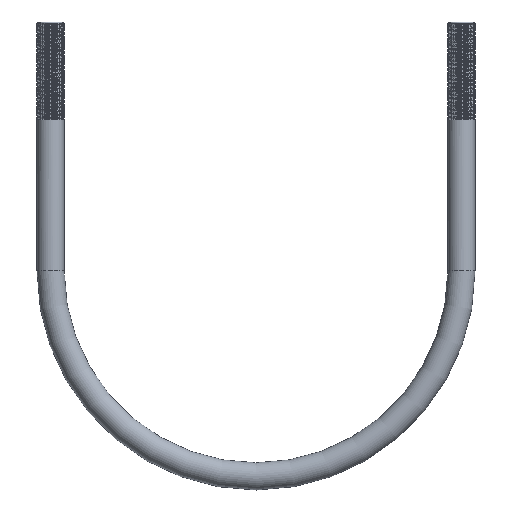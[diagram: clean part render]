
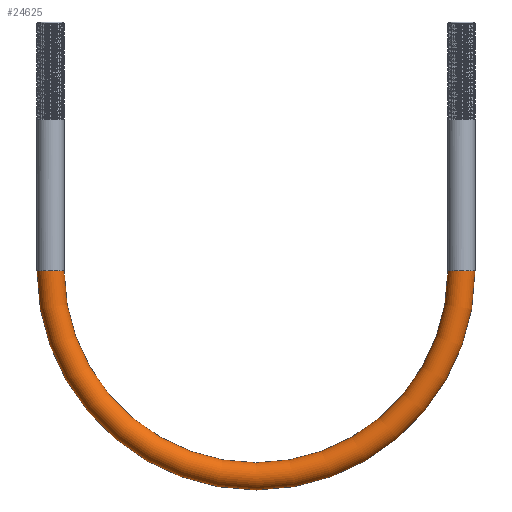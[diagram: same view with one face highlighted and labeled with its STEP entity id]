
A CAD part, front view. The second image highlights one B-rep face of the part: STEP entity #24625.
In plain terms, the highlighted toroidal (fillet/blend) face has major radius 151 mm and minor radius 10 mm.
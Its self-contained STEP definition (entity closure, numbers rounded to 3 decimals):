
#44 = DIRECTION ( 'NONE',  ( 0., 0., 1. ) ) ;
#1398 = DIRECTION ( 'NONE',  ( 0., 0., -1. ) ) ;
#1473 = DIRECTION ( 'NONE',  ( 0., 1., 0. ) ) ;
#2427 = ORIENTED_EDGE ( 'NONE', *, *, #7927, .T. ) ;
#2528 = VERTEX_POINT ( 'NONE', #2591 ) ;
#2591 = CARTESIAN_POINT ( 'NONE',  ( -6.5, 0., -254.642 ) ) ;
#3214 = ORIENTED_EDGE ( 'NONE', *, *, #10487, .T. ) ;
#3272 = EDGE_LOOP ( 'NONE', ( #7425, #24155, #2427, #3214 ) ) ;
#3483 = DIRECTION ( 'NONE',  ( 1., 0., 0. ) ) ;
#5026 = FACE_OUTER_BOUND ( 'NONE', #3272, .T. ) ;
#5425 = CARTESIAN_POINT ( 'NONE',  ( 134.5, 0., -254.642 ) ) ;
#5831 = CARTESIAN_POINT ( 'NONE',  ( 275.5, 0., -254.642 ) ) ;
#6579 = CARTESIAN_POINT ( 'NONE',  ( -26.5, 0., -254.642 ) ) ;
#6894 = CARTESIAN_POINT ( 'NONE',  ( 285.5, 0., -254.642 ) ) ;
#7059 = AXIS2_PLACEMENT_3D ( 'NONE', #6894, #23090, #3483 ) ;
#7425 = ORIENTED_EDGE ( 'NONE', *, *, #24020, .F. ) ;
#7472 = AXIS2_PLACEMENT_3D ( 'NONE', #12959, #11508, #10977 ) ;
#7880 = EDGE_CURVE ( 'NONE', #16934, #14983, #25149, .T. ) ;
#7927 = EDGE_CURVE ( 'NONE', #16934, #2528, #17567, .T. ) ;
#9249 = AXIS2_PLACEMENT_3D ( 'NONE', #25964, #10033, #44 ) ;
#10033 = DIRECTION ( 'NONE',  ( 0., 1., 0. ) ) ;
#10487 = EDGE_CURVE ( 'NONE', #2528, #17622, #17168, .T. ) ;
#10977 = DIRECTION ( 'NONE',  ( 0., 0., 1. ) ) ;
#11508 = DIRECTION ( 'NONE',  ( 0., 1., 0. ) ) ;
#11778 = TOROIDAL_SURFACE ( 'NONE', #15120, 151., 10. ) ;
#12608 = CARTESIAN_POINT ( 'NONE',  ( 295.5, 0., -254.642 ) ) ;
#12959 = CARTESIAN_POINT ( 'NONE',  ( 134.5, 0., -254.642 ) ) ;
#13062 = DIRECTION ( 'NONE',  ( 0., 0., 1. ) ) ;
#14983 = VERTEX_POINT ( 'NONE', #12608 ) ;
#15120 = AXIS2_PLACEMENT_3D ( 'NONE', #5425, #1473, #13062 ) ;
#16934 = VERTEX_POINT ( 'NONE', #5831 ) ;
#17168 = CIRCLE ( 'NONE', #21788, 10. ) ;
#17567 = CIRCLE ( 'NONE', #7472, 141. ) ;
#17622 = VERTEX_POINT ( 'NONE', #6579 ) ;
#21788 = AXIS2_PLACEMENT_3D ( 'NONE', #25090, #1398, #25222 ) ;
#22282 = CIRCLE ( 'NONE', #9249, 161. ) ;
#23090 = DIRECTION ( 'NONE',  ( 0., 0., 1. ) ) ;
#24020 = EDGE_CURVE ( 'NONE', #14983, #17622, #22282, .T. ) ;
#24155 = ORIENTED_EDGE ( 'NONE', *, *, #7880, .F. ) ;
#24625 = ADVANCED_FACE ( 'NONE', ( #5026 ), #11778, .T. ) ;
#25090 = CARTESIAN_POINT ( 'NONE',  ( -16.5, 0., -254.642 ) ) ;
#25149 = CIRCLE ( 'NONE', #7059, 10. ) ;
#25222 = DIRECTION ( 'NONE',  ( -1., 0., 0. ) ) ;
#25964 = CARTESIAN_POINT ( 'NONE',  ( 134.5, 0., -254.642 ) ) ;
